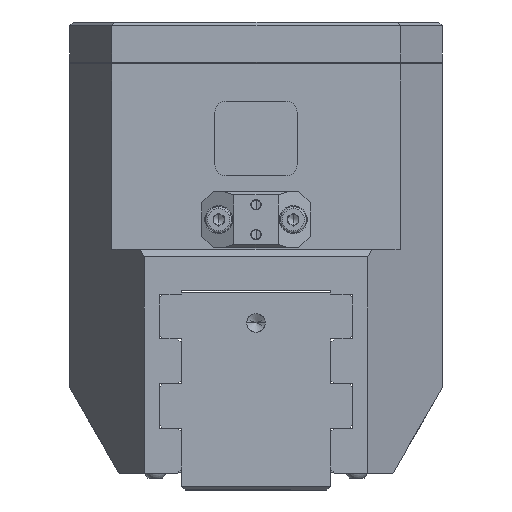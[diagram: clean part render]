
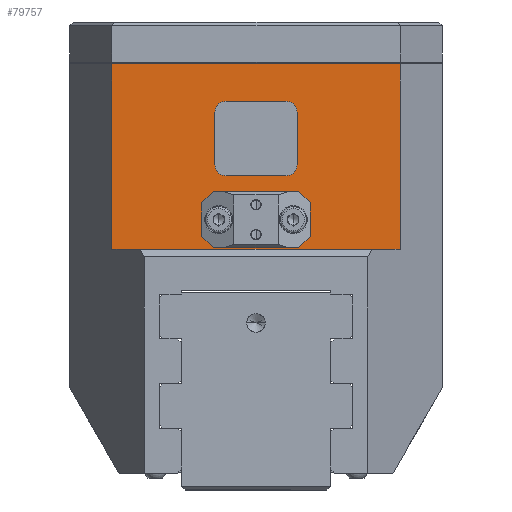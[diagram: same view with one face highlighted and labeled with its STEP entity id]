
A CAD part, left-side view. The second image highlights one B-rep face of the part: STEP entity #79757.
In plain terms, the highlighted planar face has unit normal (-1, 0, 0).
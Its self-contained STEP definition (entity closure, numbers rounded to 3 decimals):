
#941 = ORIENTED_EDGE ( 'NONE', *, *, #96413, .F. ) ;
#1321 = CIRCLE ( 'NONE', #96636, 2.025 ) ;
#2263 = ORIENTED_EDGE ( 'NONE', *, *, #20357, .F. ) ;
#2791 = EDGE_LOOP ( 'NONE', ( #2263, #69957 ) ) ;
#2988 = DIRECTION ( 'NONE',  ( 0., 0., -1. ) ) ;
#3092 = CARTESIAN_POINT ( 'NONE',  ( -75., -8., 79.75 ) ) ;
#3873 = EDGE_LOOP ( 'NONE', ( #47639, #61411 ) ) ;
#3898 = ORIENTED_EDGE ( 'NONE', *, *, #65516, .F. ) ;
#7550 = VERTEX_POINT ( 'NONE', #92991 ) ;
#8316 = CARTESIAN_POINT ( 'NONE',  ( -75., 8., 96.75 ) ) ;
#8773 = FACE_BOUND ( 'NONE', #21200, .T. ) ;
#9427 = CARTESIAN_POINT ( 'NONE',  ( -75., -11., 82.75 ) ) ;
#9436 = CARTESIAN_POINT ( 'NONE',  ( -75., 38.66, 110. ) ) ;
#9614 = LINE ( 'NONE', #19343, #47688 ) ;
#10363 = CARTESIAN_POINT ( 'NONE',  ( -75., 11., 82.75 ) ) ;
#11050 = DIRECTION ( 'NONE',  ( -1., 0., 0. ) ) ;
#11329 = CIRCLE ( 'NONE', #19747, 3. ) ;
#11452 = AXIS2_PLACEMENT_3D ( 'NONE', #82887, #52246, #90606 ) ;
#11550 = ORIENTED_EDGE ( 'NONE', *, *, #51748, .F. ) ;
#12280 = DIRECTION ( 'NONE',  ( -1., 0., 0. ) ) ;
#13748 = VERTEX_POINT ( 'NONE', #58711 ) ;
#14355 = CARTESIAN_POINT ( 'NONE',  ( -75., -50., 60. ) ) ;
#14809 = CARTESIAN_POINT ( 'NONE',  ( -75., -8., 99.75 ) ) ;
#15560 = EDGE_CURVE ( 'NONE', #94067, #43679, #82108, .T. ) ;
#15797 = VERTEX_POINT ( 'NONE', #17545 ) ;
#15958 = DIRECTION ( 'NONE',  ( 0., 0., -1. ) ) ;
#17154 = CIRCLE ( 'NONE', #30106, 2.025 ) ;
#17382 = VECTOR ( 'NONE', #58046, 1000. ) ;
#17545 = CARTESIAN_POINT ( 'NONE',  ( -75., 11., 82.75 ) ) ;
#18021 = DIRECTION ( 'NONE',  ( 0., 0., -1. ) ) ;
#18077 = CARTESIAN_POINT ( 'NONE',  ( -75., -11., 96.75 ) ) ;
#18827 = EDGE_CURVE ( 'NONE', #46835, #76396, #30652, .T. ) ;
#19343 = CARTESIAN_POINT ( 'NONE',  ( -75., -11., 82.75 ) ) ;
#19747 = AXIS2_PLACEMENT_3D ( 'NONE', #86820, #41209, #94582 ) ;
#19757 = LINE ( 'NONE', #96079, #17382 ) ;
#20357 = EDGE_CURVE ( 'NONE', #7550, #13748, #30463, .T. ) ;
#20943 = VERTEX_POINT ( 'NONE', #9427 ) ;
#21200 = EDGE_LOOP ( 'NONE', ( #34633, #58149, #84380, #3898, #11550, #27683, #39646, #24788 ) ) ;
#21327 = AXIS2_PLACEMENT_3D ( 'NONE', #94216, #48496, #2988 ) ;
#22005 = DIRECTION ( 'NONE',  ( 0., 1., 0. ) ) ;
#24258 = FACE_OUTER_BOUND ( 'NONE', #54404, .T. ) ;
#24335 = ORIENTED_EDGE ( 'NONE', *, *, #34319, .T. ) ;
#24788 = ORIENTED_EDGE ( 'NONE', *, *, #77229, .F. ) ;
#27683 = ORIENTED_EDGE ( 'NONE', *, *, #52178, .F. ) ;
#27828 = VERTEX_POINT ( 'NONE', #33080 ) ;
#28380 = EDGE_CURVE ( 'NONE', #61061, #59458, #46333, .T. ) ;
#29666 = PLANE ( 'NONE',  #11452 ) ;
#30106 = AXIS2_PLACEMENT_3D ( 'NONE', #31905, #85108, #39520 ) ;
#30181 = CARTESIAN_POINT ( 'NONE',  ( -75., 10., 68. ) ) ;
#30463 = CIRCLE ( 'NONE', #54416, 2.025 ) ;
#30650 = ORIENTED_EDGE ( 'NONE', *, *, #76431, .F. ) ;
#30652 = LINE ( 'NONE', #66154, #89035 ) ;
#31905 = CARTESIAN_POINT ( 'NONE',  ( -75., 10., 68. ) ) ;
#33080 = CARTESIAN_POINT ( 'NONE',  ( -75., -38.66, 60. ) ) ;
#33210 = EDGE_CURVE ( 'NONE', #13748, #7550, #17154, .T. ) ;
#34319 = EDGE_CURVE ( 'NONE', #27828, #77270, #49100, .T. ) ;
#34633 = ORIENTED_EDGE ( 'NONE', *, *, #50361, .F. ) ;
#34665 = DIRECTION ( 'NONE',  ( 0., 0., 1. ) ) ;
#36483 = ORIENTED_EDGE ( 'NONE', *, *, #91521, .T. ) ;
#37813 = DIRECTION ( 'NONE',  ( 0., 0., 1. ) ) ;
#38340 = DIRECTION ( 'NONE',  ( 0., 0., 1. ) ) ;
#38917 = VERTEX_POINT ( 'NONE', #70204 ) ;
#39520 = DIRECTION ( 'NONE',  ( 0., 0., 1. ) ) ;
#39646 = ORIENTED_EDGE ( 'NONE', *, *, #28380, .F. ) ;
#40651 = DIRECTION ( 'NONE',  ( -1., 0., 0. ) ) ;
#41209 = DIRECTION ( 'NONE',  ( -1., 0., 0. ) ) ;
#43679 = VERTEX_POINT ( 'NONE', #70825 ) ;
#43975 = CIRCLE ( 'NONE', #21327, 3. ) ;
#45729 = CARTESIAN_POINT ( 'NONE',  ( -75., 8., 99.75 ) ) ;
#46333 = LINE ( 'NONE', #83929, #82077 ) ;
#46711 = CARTESIAN_POINT ( 'NONE',  ( -75., 8., 79.75 ) ) ;
#46835 = VERTEX_POINT ( 'NONE', #14809 ) ;
#47639 = ORIENTED_EDGE ( 'NONE', *, *, #15560, .F. ) ;
#47688 = VECTOR ( 'NONE', #34665, 1000. ) ;
#48496 = DIRECTION ( 'NONE',  ( -1., 0., 0. ) ) ;
#49100 = LINE ( 'NONE', #68665, #89683 ) ;
#50361 = EDGE_CURVE ( 'NONE', #89465, #15797, #96800, .T. ) ;
#51603 = EDGE_CURVE ( 'NONE', #43679, #94067, #1321, .T. ) ;
#51748 = EDGE_CURVE ( 'NONE', #20943, #54402, #9614, .T. ) ;
#51984 = EDGE_CURVE ( 'NONE', #76396, #89465, #73804, .T. ) ;
#52178 = EDGE_CURVE ( 'NONE', #59458, #20943, #43975, .T. ) ;
#52246 = DIRECTION ( 'NONE',  ( 1., 0., 0. ) ) ;
#54402 = VERTEX_POINT ( 'NONE', #18077 ) ;
#54404 = EDGE_LOOP ( 'NONE', ( #24335, #36483, #30650, #941 ) ) ;
#54416 = AXIS2_PLACEMENT_3D ( 'NONE', #30181, #83412, #37813 ) ;
#55004 = DIRECTION ( 'NONE',  ( 0., 0., 1. ) ) ;
#56195 = VECTOR ( 'NONE', #18021, 1000. ) ;
#56623 = CARTESIAN_POINT ( 'NONE',  ( -75., -10., 68. ) ) ;
#57848 = CARTESIAN_POINT ( 'NONE',  ( -75., 8., 82.75 ) ) ;
#58046 = DIRECTION ( 'NONE',  ( 0., 1., 0. ) ) ;
#58149 = ORIENTED_EDGE ( 'NONE', *, *, #51984, .F. ) ;
#58711 = CARTESIAN_POINT ( 'NONE',  ( -75., 10., 65.975 ) ) ;
#59458 = VERTEX_POINT ( 'NONE', #3092 ) ;
#59598 = LINE ( 'NONE', #14355, #97820 ) ;
#61061 = VERTEX_POINT ( 'NONE', #46711 ) ;
#61411 = ORIENTED_EDGE ( 'NONE', *, *, #51603, .F. ) ;
#61539 = DIRECTION ( 'NONE',  ( -1., 0., 0. ) ) ;
#62344 = FACE_BOUND ( 'NONE', #2791, .T. ) ;
#63694 = AXIS2_PLACEMENT_3D ( 'NONE', #57848, #12280, #65565 ) ;
#63789 = AXIS2_PLACEMENT_3D ( 'NONE', #56623, #11050, #64325 ) ;
#64325 = DIRECTION ( 'NONE',  ( 0., 0., 1. ) ) ;
#65101 = CARTESIAN_POINT ( 'NONE',  ( -75., -10., 70.025 ) ) ;
#65516 = EDGE_CURVE ( 'NONE', #54402, #46835, #11329, .T. ) ;
#65565 = DIRECTION ( 'NONE',  ( 0., 0., 1. ) ) ;
#66154 = CARTESIAN_POINT ( 'NONE',  ( -75., 8., 99.75 ) ) ;
#68665 = CARTESIAN_POINT ( 'NONE',  ( -75., -38.66, 110. ) ) ;
#69957 = ORIENTED_EDGE ( 'NONE', *, *, #33210, .F. ) ;
#70204 = CARTESIAN_POINT ( 'NONE',  ( -75., 38.66, 109.75 ) ) ;
#70825 = CARTESIAN_POINT ( 'NONE',  ( -75., -10., 65.975 ) ) ;
#71795 = VERTEX_POINT ( 'NONE', #90490 ) ;
#72243 = VECTOR ( 'NONE', #55004, 1000. ) ;
#73781 = DIRECTION ( 'NONE',  ( 0., 1., 0. ) ) ;
#73804 = CIRCLE ( 'NONE', #74247, 3. ) ;
#74247 = AXIS2_PLACEMENT_3D ( 'NONE', #8316, #61539, #15958 ) ;
#76396 = VERTEX_POINT ( 'NONE', #45729 ) ;
#76431 = EDGE_CURVE ( 'NONE', #71795, #38917, #77024, .T. ) ;
#77024 = LINE ( 'NONE', #9436, #72243 ) ;
#77229 = EDGE_CURVE ( 'NONE', #15797, #61061, #89017, .T. ) ;
#77270 = VERTEX_POINT ( 'NONE', #88510 ) ;
#79757 = ADVANCED_FACE ( 'NONE', ( #8773, #62344, #82578, #24258 ), #29666, .F. ) ;
#82077 = VECTOR ( 'NONE', #91648, 1000. ) ;
#82108 = CIRCLE ( 'NONE', #63789, 2.025 ) ;
#82578 = FACE_BOUND ( 'NONE', #3873, .T. ) ;
#82887 = CARTESIAN_POINT ( 'NONE',  ( -75., -50., 110. ) ) ;
#83412 = DIRECTION ( 'NONE',  ( -1., 0., 0. ) ) ;
#83709 = CARTESIAN_POINT ( 'NONE',  ( -75., 11., 96.75 ) ) ;
#83929 = CARTESIAN_POINT ( 'NONE',  ( -75., 8., 79.75 ) ) ;
#84380 = ORIENTED_EDGE ( 'NONE', *, *, #18827, .F. ) ;
#85108 = DIRECTION ( 'NONE',  ( -1., 0., 0. ) ) ;
#86251 = CARTESIAN_POINT ( 'NONE',  ( -75., -10., 68. ) ) ;
#86820 = CARTESIAN_POINT ( 'NONE',  ( -75., -8., 96.75 ) ) ;
#88510 = CARTESIAN_POINT ( 'NONE',  ( -75., -38.66, 109.75 ) ) ;
#89017 = CIRCLE ( 'NONE', #63694, 3. ) ;
#89035 = VECTOR ( 'NONE', #73781, 1000. ) ;
#89465 = VERTEX_POINT ( 'NONE', #83709 ) ;
#89683 = VECTOR ( 'NONE', #38340, 1000. ) ;
#90490 = CARTESIAN_POINT ( 'NONE',  ( -75., 38.66, 60. ) ) ;
#90606 = DIRECTION ( 'NONE',  ( 0., 0., -1. ) ) ;
#91521 = EDGE_CURVE ( 'NONE', #77270, #38917, #19757, .T. ) ;
#91648 = DIRECTION ( 'NONE',  ( 0., -1., 0. ) ) ;
#92991 = CARTESIAN_POINT ( 'NONE',  ( -75., 10., 70.025 ) ) ;
#94001 = DIRECTION ( 'NONE',  ( 0., 0., 1. ) ) ;
#94067 = VERTEX_POINT ( 'NONE', #65101 ) ;
#94216 = CARTESIAN_POINT ( 'NONE',  ( -75., -8., 82.75 ) ) ;
#94582 = DIRECTION ( 'NONE',  ( 0., 0., -1. ) ) ;
#96079 = CARTESIAN_POINT ( 'NONE',  ( -75., 38.66, 109.75 ) ) ;
#96413 = EDGE_CURVE ( 'NONE', #27828, #71795, #59598, .T. ) ;
#96636 = AXIS2_PLACEMENT_3D ( 'NONE', #86251, #40651, #94001 ) ;
#96800 = LINE ( 'NONE', #10363, #56195 ) ;
#97820 = VECTOR ( 'NONE', #22005, 1000. ) ;
